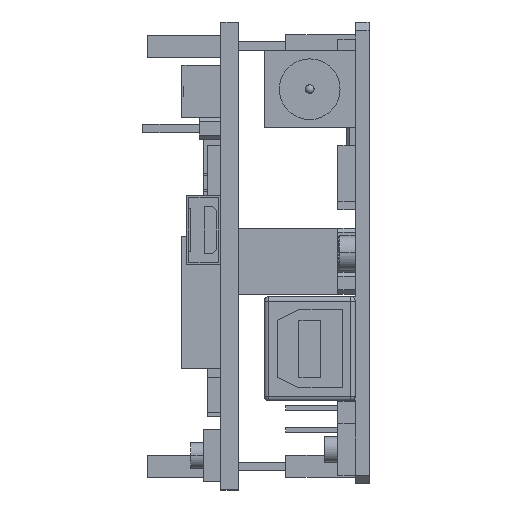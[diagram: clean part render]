
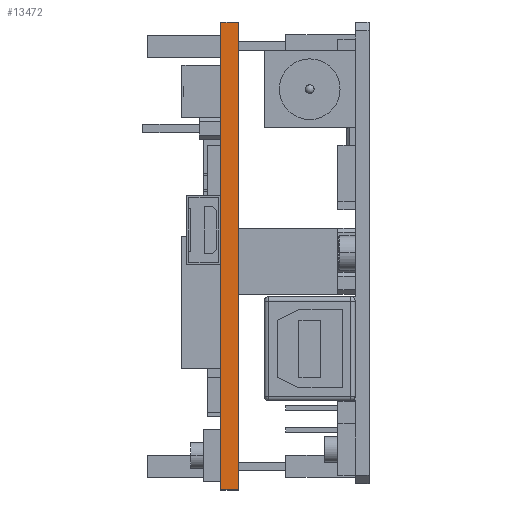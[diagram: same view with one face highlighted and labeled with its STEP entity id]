
A CAD part, left-side view. The second image highlights one B-rep face of the part: STEP entity #13472.
In plain terms, the highlighted face is planar.
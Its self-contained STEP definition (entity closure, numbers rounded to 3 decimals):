
#475 = DIRECTION ( 'NONE',  ( 1., 0., 0. ) ) ;
#675 = VERTEX_POINT ( 'NONE', #14523 ) ;
#859 = ORIENTED_EDGE ( 'NONE', *, *, #35175, .F. ) ;
#1502 = LINE ( 'NONE', #11816, #15163 ) ;
#2555 = CARTESIAN_POINT ( 'NONE',  ( 0.1, 2., 0. ) ) ;
#3264 = ORIENTED_EDGE ( 'NONE', *, *, #19451, .T. ) ;
#3602 = CARTESIAN_POINT ( 'NONE',  ( 0., 94.418, 0. ) ) ;
#3645 = PLANE ( 'NONE',  #32880 ) ;
#4679 = DIRECTION ( 'NONE',  ( 0., 1., 0. ) ) ;
#4997 = LINE ( 'NONE', #31662, #37612 ) ;
#6109 = LINE ( 'NONE', #20253, #17897 ) ;
#7695 = DIRECTION ( 'NONE',  ( 1., 0., 0. ) ) ;
#8788 = VECTOR ( 'NONE', #7695, 1000. ) ;
#8790 = ORIENTED_EDGE ( 'NONE', *, *, #37677, .T. ) ;
#10345 = FACE_OUTER_BOUND ( 'NONE', #29145, .T. ) ;
#11357 = CARTESIAN_POINT ( 'NONE',  ( 34., 2., 0. ) ) ;
#11816 = CARTESIAN_POINT ( 'NONE',  ( 0.1, 94.418, 0. ) ) ;
#12083 = LINE ( 'NONE', #34192, #33484 ) ;
#13472 = ADVANCED_FACE ( 'NONE', ( #10345 ), #3645, .F. ) ;
#14523 = CARTESIAN_POINT ( 'NONE',  ( 53.9, 0., 0. ) ) ;
#14985 = VERTEX_POINT ( 'NONE', #31088 ) ;
#15051 = CARTESIAN_POINT ( 'NONE',  ( 0., 2., 0. ) ) ;
#15163 = VECTOR ( 'NONE', #26867, 1000. ) ;
#17897 = VECTOR ( 'NONE', #4679, 1000. ) ;
#19451 = EDGE_CURVE ( 'NONE', #21246, #34639, #1502, .T. ) ;
#19796 = ORIENTED_EDGE ( 'NONE', *, *, #24336, .T. ) ;
#20218 = VECTOR ( 'NONE', #475, 1000. ) ;
#20253 = CARTESIAN_POINT ( 'NONE',  ( 53.9, 94.418, 0. ) ) ;
#20589 = LINE ( 'NONE', #30630, #8788 ) ;
#21246 = VERTEX_POINT ( 'NONE', #2555 ) ;
#22463 = VERTEX_POINT ( 'NONE', #11357 ) ;
#22470 = EDGE_CURVE ( 'NONE', #22463, #37209, #20589, .T. ) ;
#24159 = DIRECTION ( 'NONE',  ( 0., 0., -1. ) ) ;
#24336 = EDGE_CURVE ( 'NONE', #34639, #675, #4997, .T. ) ;
#25402 = CARTESIAN_POINT ( 'NONE',  ( 53.9, 2., 0. ) ) ;
#26867 = DIRECTION ( 'NONE',  ( 0., -1., 0. ) ) ;
#27600 = ORIENTED_EDGE ( 'NONE', *, *, #22470, .F. ) ;
#29145 = EDGE_LOOP ( 'NONE', ( #35256, #3264, #19796, #8790, #27600, #859 ) ) ;
#29352 = EDGE_CURVE ( 'NONE', #21246, #14985, #12083, .T. ) ;
#30630 = CARTESIAN_POINT ( 'NONE',  ( 0., 2., 0. ) ) ;
#31088 = CARTESIAN_POINT ( 'NONE',  ( 26., 2., 0. ) ) ;
#31662 = CARTESIAN_POINT ( 'NONE',  ( 0., 0., 0. ) ) ;
#32117 = CARTESIAN_POINT ( 'NONE',  ( 0.1, 0., 0. ) ) ;
#32824 = DIRECTION ( 'NONE',  ( 1., 0., 0. ) ) ;
#32880 = AXIS2_PLACEMENT_3D ( 'NONE', #3602, #24159, #36591 ) ;
#33484 = VECTOR ( 'NONE', #32824, 1000. ) ;
#34192 = CARTESIAN_POINT ( 'NONE',  ( 0., 2., 0. ) ) ;
#34455 = LINE ( 'NONE', #15051, #20218 ) ;
#34639 = VERTEX_POINT ( 'NONE', #32117 ) ;
#35175 = EDGE_CURVE ( 'NONE', #14985, #22463, #34455, .T. ) ;
#35256 = ORIENTED_EDGE ( 'NONE', *, *, #29352, .F. ) ;
#35782 = DIRECTION ( 'NONE',  ( 1., 0., 0. ) ) ;
#36591 = DIRECTION ( 'NONE',  ( -1., 0., 0. ) ) ;
#37209 = VERTEX_POINT ( 'NONE', #25402 ) ;
#37612 = VECTOR ( 'NONE', #35782, 1000. ) ;
#37677 = EDGE_CURVE ( 'NONE', #675, #37209, #6109, .T. ) ;
